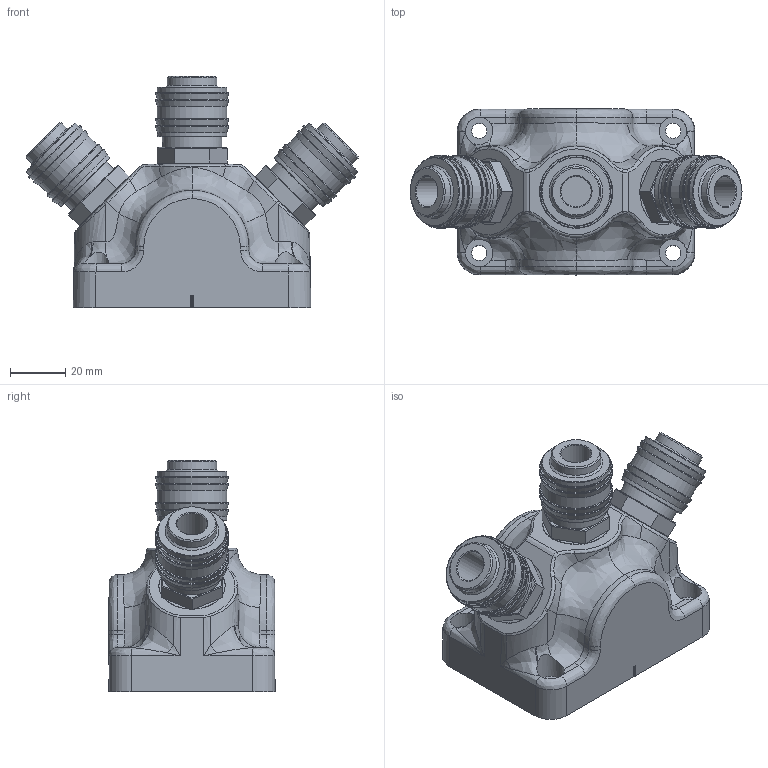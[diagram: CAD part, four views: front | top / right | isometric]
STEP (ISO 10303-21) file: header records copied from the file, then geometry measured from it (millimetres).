
FILE_DESCRIPTION(/* description */ (''),/* implementation_level */ '2;1');
FILE_NAME(/* name */ '19022_KriTec_Druckluftanschlussdose_3x_Entlueftungskupplung_NW_7_2.stp',/* time_stamp */ '2017-06-28T09:39:15+02:00',/* author */ ('kostic'),/* organization */ (''),/* preprocessor_version */ 'ST-DEVELOPER v16.1',/* originating_system */ 'Autodesk Inventor 2016',/* authorisation */ '');
FILE_SCHEMA (('AUTOMOTIVE_DESIGN { 1 0 10303 214 3 1 1 }'));
Length unit declared in the file: millimetre
Products named in the file (4): 19022_Wanddose; Muffe G_1_2_Zoll; Einhandkupplung_NW_7_2_mit_Aussengewinde_1_2_Zoll; 19022_KriTec_Druckluftanschlussdose_3x_Entlueftungskupplung_NW_7_2
Assembly tree (8 placements, depth 2):
  19022_KriTec_Druckluftanschlussdose_3x_Entlueftungskupplung_NW_7_2
    19022_Wanddose
    Muffe G_1_2_Zoll  x4
    Einhandkupplung_NW_7_2_mit_Aussengewinde_1_2_Zoll  x3
Bounding box: 120.23 x 60.35 x 83.9 mm (x, y, z)
Volume: 195399.8 mm3; surface area: 51833.2 mm2
Topology: 8 solids, 8 shells, 361 faces, 806 edges, 493 vertices
Faces by surface type: plane 154, cylinder 77, bspline 76, cone 27, torus 27
Full cylindrical faces by diameter (mm): 5.5 x4, 10 x4, 11 x3, 18 x3, 18.5 x4, 18.631 x4, 20 x3, 21 x4, 21.5 x3, 24 x8, 25.1 x3, 25.104 x6
Entity records: 18934 total; most frequent: CARTESIAN_POINT 14228, ORIENTED_EDGE 976, DIRECTION 706, EDGE_CURVE 488, VERTEX_POINT 322, EDGE_LOOP 286, AXIS2_PLACEMENT_3D 278, FACE_OUTER_BOUND 224
